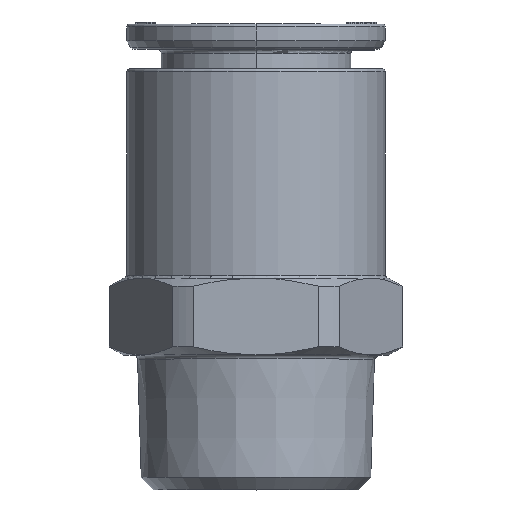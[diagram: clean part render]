
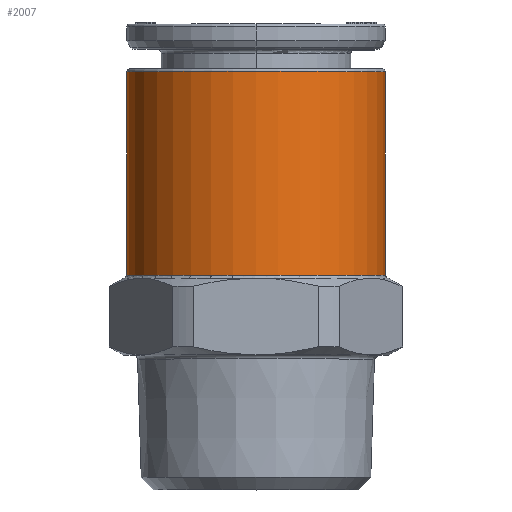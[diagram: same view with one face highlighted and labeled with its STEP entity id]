
A CAD part, top view. The second image highlights one B-rep face of the part: STEP entity #2007.
In plain terms, the highlighted cylindrical face has radius 9.25 mm (diameter 18.5 mm), a partial arc.
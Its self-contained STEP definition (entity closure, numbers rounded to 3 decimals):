
#2007=ADVANCED_FACE('',(#4035),#4036,.T.);
#4035=FACE_OUTER_BOUND('',#9667,.T.);
#4036=CYLINDRICAL_SURFACE('',#9668,9.25);
#9667=EDGE_LOOP('',(#15227,#15228,#15229,#15230,#15231,#15232));
#9668=AXIS2_PLACEMENT_3D('',#15233,#15234,#15235);
#15227=ORIENTED_EDGE('',*,*,#17267,.T.);
#15228=ORIENTED_EDGE('',*,*,#15587,.F.);
#15229=ORIENTED_EDGE('',*,*,#16917,.F.);
#15230=ORIENTED_EDGE('',*,*,#17269,.T.);
#15231=ORIENTED_EDGE('',*,*,#16523,.T.);
#15232=ORIENTED_EDGE('',*,*,#17389,.T.);
#15233=CARTESIAN_POINT('',(0.0,0.0,0.0));
#15234=DIRECTION('',(0.0,-1.0,0.0));
#15235=DIRECTION('',(1.0,0.0,0.0));
#15587=EDGE_CURVE('',#17999,#18002,#18003,.T.);
#16523=EDGE_CURVE('',#19572,#19570,#19573,.T.);
#16917=EDGE_CURVE('',#20127,#17999,#20129,.T.);
#17267=EDGE_CURVE('',#20580,#18002,#20581,.T.);
#17269=EDGE_CURVE('',#20127,#19572,#20583,.T.);
#17389=EDGE_CURVE('',#19570,#20580,#20729,.T.);
#17999=VERTEX_POINT('',#21656);
#18002=VERTEX_POINT('',#21659);
#18003=CIRCLE('',#21660,9.25);
#19570=VERTEX_POINT('',#24495);
#19572=VERTEX_POINT('',#24497);
#19573=CIRCLE('',#24498,9.25);
#20127=VERTEX_POINT('',#25687);
#20129=CIRCLE('',#25689,9.25);
#20580=VERTEX_POINT('',#26820);
#20581=LINE('',#26821,#26822);
#20583=LINE('',#26824,#26825);
#20729=CIRCLE('',#27296,9.25);
#21656=CARTESIAN_POINT('',(9.25,14.8,0.065));
#21659=CARTESIAN_POINT('',(9.25,14.8,0.));
#21660=AXIS2_PLACEMENT_3D('',#28309,#28310,#28311);
#24495=CARTESIAN_POINT('',(9.25,0.2,0.065));
#24497=CARTESIAN_POINT('',(-9.25,0.2,0.));
#24498=AXIS2_PLACEMENT_3D('',#29628,#29629,#29630);
#25687=CARTESIAN_POINT('',(-9.25,14.8,0.0));
#25689=AXIS2_PLACEMENT_3D('',#30138,#30139,#30140);
#26820=CARTESIAN_POINT('',(9.25,0.2,0.0));
#26821=CARTESIAN_POINT('',(9.25,7.5,0.));
#26822=VECTOR('',#30536,1.0);
#26824=CARTESIAN_POINT('',(-9.25,7.5,0.));
#26825=VECTOR('',#30540,1.0);
#27296=AXIS2_PLACEMENT_3D('',#30669,#30670,#30671);
#28309=CARTESIAN_POINT('',(0.0,14.8,0.0));
#28310=DIRECTION('',(0.0,1.0,0.0));
#28311=DIRECTION('',(-1.0,0.0,0.0));
#29628=CARTESIAN_POINT('',(0.0,0.2,0.0));
#29629=DIRECTION('',(-0.0,1.0,0.0));
#29630=DIRECTION('',(1.0,0.0,0.0));
#30138=CARTESIAN_POINT('',(0.0,14.8,0.0));
#30139=DIRECTION('',(0.0,1.0,0.0));
#30140=DIRECTION('',(-1.0,0.0,0.0));
#30536=DIRECTION('',(-0.0,1.0,-0.0));
#30540=DIRECTION('',(0.0,-1.0,0.0));
#30669=CARTESIAN_POINT('',(0.0,0.2,0.0));
#30670=DIRECTION('',(-0.0,1.0,0.0));
#30671=DIRECTION('',(1.0,0.0,0.0));
